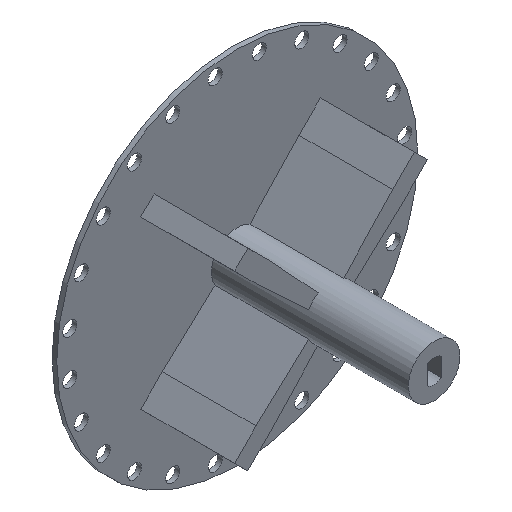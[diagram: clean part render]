
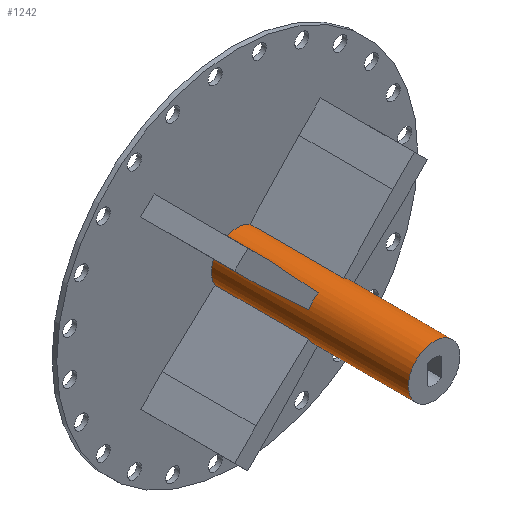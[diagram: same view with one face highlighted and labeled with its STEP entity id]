
A CAD part, isometric view. The second image highlights one B-rep face of the part: STEP entity #1242.
In plain terms, the highlighted cylindrical face has radius 5.5 mm (diameter 11 mm), a full revolution.
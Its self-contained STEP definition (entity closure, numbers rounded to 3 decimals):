
#74=CIRCLE('',#1325,5.5);
#75=CIRCLE('',#1326,5.5);
#76=CIRCLE('',#1327,5.5);
#77=CIRCLE('',#1328,5.5);
#78=CIRCLE('',#1329,5.5);
#79=CIRCLE('',#1330,5.5);
#80=CIRCLE('',#1331,5.5);
#81=CIRCLE('',#1332,5.5);
#82=CIRCLE('',#1333,5.5);
#83=CIRCLE('',#1334,5.5);
#136=CYLINDRICAL_SURFACE('',#1324,5.5);
#172=FACE_OUTER_BOUND('',#235,.T.);
#235=EDGE_LOOP('',(#889,#890,#891,#892,#893,#894,#895,#896,#897,#898,#899,
#900,#901,#902,#903,#904,#905,#906,#907,#908));
#359=LINE('',#1864,#469);
#360=LINE('',#1868,#470);
#361=LINE('',#1872,#471);
#362=LINE('',#1876,#472);
#363=LINE('',#1880,#473);
#364=LINE('',#1884,#474);
#365=LINE('',#1888,#475);
#366=LINE('',#1892,#476);
#367=LINE('',#1896,#477);
#469=VECTOR('',#1494,5.5);
#470=VECTOR('',#1497,10.);
#471=VECTOR('',#1500,10.);
#472=VECTOR('',#1503,10.);
#473=VECTOR('',#1506,10.);
#474=VECTOR('',#1509,10.);
#475=VECTOR('',#1512,10.);
#476=VECTOR('',#1515,10.);
#477=VECTOR('',#1518,10.);
#575=VERTEX_POINT('',#1861);
#576=VERTEX_POINT('',#1863);
#577=VERTEX_POINT('',#1865);
#578=VERTEX_POINT('',#1867);
#579=VERTEX_POINT('',#1869);
#580=VERTEX_POINT('',#1871);
#581=VERTEX_POINT('',#1873);
#582=VERTEX_POINT('',#1875);
#583=VERTEX_POINT('',#1877);
#584=VERTEX_POINT('',#1879);
#585=VERTEX_POINT('',#1881);
#586=VERTEX_POINT('',#1883);
#587=VERTEX_POINT('',#1885);
#588=VERTEX_POINT('',#1887);
#589=VERTEX_POINT('',#1889);
#590=VERTEX_POINT('',#1891);
#591=VERTEX_POINT('',#1893);
#592=VERTEX_POINT('',#1895);
#699=EDGE_CURVE('',#575,#575,#74,.T.);
#700=EDGE_CURVE('',#575,#576,#359,.T.);
#701=EDGE_CURVE('',#577,#576,#75,.T.);
#702=EDGE_CURVE('',#578,#577,#360,.T.);
#703=EDGE_CURVE('',#579,#578,#76,.T.);
#704=EDGE_CURVE('',#580,#579,#361,.T.);
#705=EDGE_CURVE('',#581,#580,#77,.T.);
#706=EDGE_CURVE('',#582,#581,#362,.T.);
#707=EDGE_CURVE('',#583,#582,#78,.T.);
#708=EDGE_CURVE('',#584,#583,#363,.T.);
#709=EDGE_CURVE('',#585,#584,#79,.T.);
#710=EDGE_CURVE('',#586,#585,#364,.T.);
#711=EDGE_CURVE('',#587,#586,#80,.T.);
#712=EDGE_CURVE('',#588,#587,#365,.T.);
#713=EDGE_CURVE('',#589,#588,#81,.T.);
#714=EDGE_CURVE('',#590,#589,#366,.T.);
#715=EDGE_CURVE('',#591,#590,#82,.T.);
#716=EDGE_CURVE('',#592,#591,#367,.T.);
#717=EDGE_CURVE('',#576,#592,#83,.T.);
#889=ORIENTED_EDGE('',*,*,#699,.F.);
#890=ORIENTED_EDGE('',*,*,#700,.T.);
#891=ORIENTED_EDGE('',*,*,#701,.F.);
#892=ORIENTED_EDGE('',*,*,#702,.F.);
#893=ORIENTED_EDGE('',*,*,#703,.F.);
#894=ORIENTED_EDGE('',*,*,#704,.F.);
#895=ORIENTED_EDGE('',*,*,#705,.F.);
#896=ORIENTED_EDGE('',*,*,#706,.F.);
#897=ORIENTED_EDGE('',*,*,#707,.F.);
#898=ORIENTED_EDGE('',*,*,#708,.F.);
#899=ORIENTED_EDGE('',*,*,#709,.F.);
#900=ORIENTED_EDGE('',*,*,#710,.F.);
#901=ORIENTED_EDGE('',*,*,#711,.F.);
#902=ORIENTED_EDGE('',*,*,#712,.F.);
#903=ORIENTED_EDGE('',*,*,#713,.F.);
#904=ORIENTED_EDGE('',*,*,#714,.F.);
#905=ORIENTED_EDGE('',*,*,#715,.F.);
#906=ORIENTED_EDGE('',*,*,#716,.F.);
#907=ORIENTED_EDGE('',*,*,#717,.F.);
#908=ORIENTED_EDGE('',*,*,#700,.F.);
#1242=ADVANCED_FACE('',(#172),#136,.T.);
#1324=AXIS2_PLACEMENT_3D('',#1860,#1490,#1491);
#1325=AXIS2_PLACEMENT_3D('',#1862,#1492,#1493);
#1326=AXIS2_PLACEMENT_3D('',#1866,#1495,#1496);
#1327=AXIS2_PLACEMENT_3D('',#1870,#1498,#1499);
#1328=AXIS2_PLACEMENT_3D('',#1874,#1501,#1502);
#1329=AXIS2_PLACEMENT_3D('',#1878,#1504,#1505);
#1330=AXIS2_PLACEMENT_3D('',#1882,#1507,#1508);
#1331=AXIS2_PLACEMENT_3D('',#1886,#1510,#1511);
#1332=AXIS2_PLACEMENT_3D('',#1890,#1513,#1514);
#1333=AXIS2_PLACEMENT_3D('',#1894,#1516,#1517);
#1334=AXIS2_PLACEMENT_3D('',#1897,#1519,#1520);
#1490=DIRECTION('center_axis',(0.,-1.,0.));
#1491=DIRECTION('ref_axis',(1.,0.,0.));
#1492=DIRECTION('center_axis',(0.,-1.,0.));
#1493=DIRECTION('ref_axis',(1.,0.,0.));
#1494=DIRECTION('',(0.,1.,0.));
#1495=DIRECTION('center_axis',(0.,1.,0.));
#1496=DIRECTION('ref_axis',(1.,0.,0.));
#1497=DIRECTION('',(0.,1.,0.));
#1498=DIRECTION('center_axis',(0.,1.,0.));
#1499=DIRECTION('ref_axis',(1.,0.,0.));
#1500=DIRECTION('',(0.,-1.,0.));
#1501=DIRECTION('center_axis',(0.,1.,0.));
#1502=DIRECTION('ref_axis',(1.,0.,0.));
#1503=DIRECTION('',(0.,1.,0.));
#1504=DIRECTION('center_axis',(0.,1.,0.));
#1505=DIRECTION('ref_axis',(1.,0.,0.));
#1506=DIRECTION('',(0.,-1.,0.));
#1507=DIRECTION('center_axis',(0.,1.,0.));
#1508=DIRECTION('ref_axis',(1.,0.,0.));
#1509=DIRECTION('',(0.,1.,0.));
#1510=DIRECTION('center_axis',(0.,1.,0.));
#1511=DIRECTION('ref_axis',(1.,0.,0.));
#1512=DIRECTION('',(0.,-1.,0.));
#1513=DIRECTION('center_axis',(0.,1.,0.));
#1514=DIRECTION('ref_axis',(1.,0.,0.));
#1515=DIRECTION('',(0.,1.,0.));
#1516=DIRECTION('center_axis',(0.,1.,0.));
#1517=DIRECTION('ref_axis',(1.,0.,0.));
#1518=DIRECTION('',(0.,-1.,0.));
#1519=DIRECTION('center_axis',(0.,1.,0.));
#1520=DIRECTION('ref_axis',(1.,0.,0.));
#1860=CARTESIAN_POINT('Origin',(0.,0.,0.));
#1861=CARTESIAN_POINT('',(-5.5,-42.,0.));
#1862=CARTESIAN_POINT('Origin',(0.,-42.,0.));
#1863=CARTESIAN_POINT('',(-5.5,0.,0.));
#1864=CARTESIAN_POINT('',(-5.5,0.,0.));
#1865=CARTESIAN_POINT('',(-4.785,0.,-2.712));
#1866=CARTESIAN_POINT('Origin',(0.,0.,0.));
#1867=CARTESIAN_POINT('',(-4.785,-20.,-2.712));
#1868=CARTESIAN_POINT('',(-4.785,0.,-2.712));
#1869=CARTESIAN_POINT('',(-2.712,-20.,-4.785));
#1870=CARTESIAN_POINT('Origin',(0.,-20.,0.));
#1871=CARTESIAN_POINT('',(-2.712,0.,-4.785));
#1872=CARTESIAN_POINT('',(-2.712,0.,-4.785));
#1873=CARTESIAN_POINT('',(2.712,0.,-4.785));
#1874=CARTESIAN_POINT('Origin',(0.,0.,0.));
#1875=CARTESIAN_POINT('',(2.712,-20.,-4.785));
#1876=CARTESIAN_POINT('',(2.712,0.,-4.785));
#1877=CARTESIAN_POINT('',(4.785,-20.,-2.712));
#1878=CARTESIAN_POINT('Origin',(0.,-20.,0.));
#1879=CARTESIAN_POINT('',(4.785,0.,-2.712));
#1880=CARTESIAN_POINT('',(4.785,0.,-2.712));
#1881=CARTESIAN_POINT('',(4.785,0.,2.712));
#1882=CARTESIAN_POINT('Origin',(0.,0.,0.));
#1883=CARTESIAN_POINT('',(4.785,-20.,2.712));
#1884=CARTESIAN_POINT('',(4.785,0.,2.712));
#1885=CARTESIAN_POINT('',(2.712,-20.,4.785));
#1886=CARTESIAN_POINT('Origin',(0.,-20.,0.));
#1887=CARTESIAN_POINT('',(2.712,0.,4.785));
#1888=CARTESIAN_POINT('',(2.712,0.,4.785));
#1889=CARTESIAN_POINT('',(-2.712,0.,4.785));
#1890=CARTESIAN_POINT('Origin',(0.,0.,0.));
#1891=CARTESIAN_POINT('',(-2.712,-20.,4.785));
#1892=CARTESIAN_POINT('',(-2.712,0.,4.785));
#1893=CARTESIAN_POINT('',(-4.785,-20.,2.712));
#1894=CARTESIAN_POINT('Origin',(0.,-20.,0.));
#1895=CARTESIAN_POINT('',(-4.785,0.,2.712));
#1896=CARTESIAN_POINT('',(-4.785,0.,2.712));
#1897=CARTESIAN_POINT('Origin',(0.,0.,0.));
